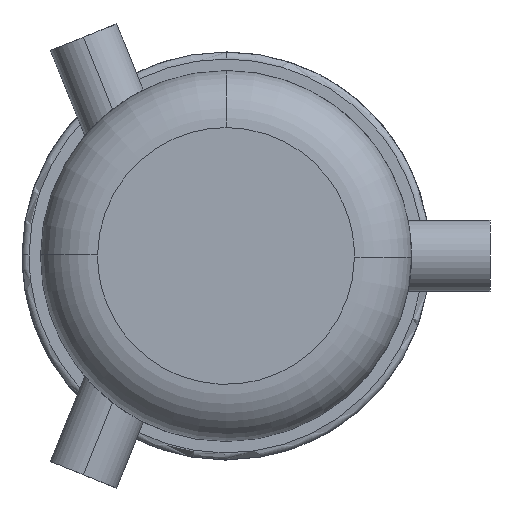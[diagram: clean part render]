
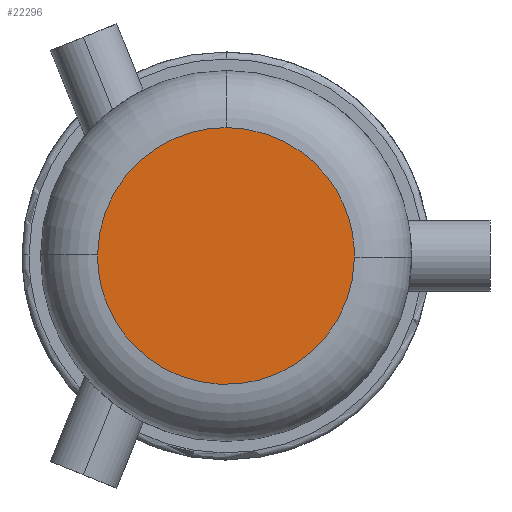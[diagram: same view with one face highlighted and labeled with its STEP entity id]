
A CAD part, front view. The second image highlights one B-rep face of the part: STEP entity #22296.
In plain terms, the highlighted planar face has unit normal (0, -1, 0).
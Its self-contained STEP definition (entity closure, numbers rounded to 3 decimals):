
#112 = CARTESIAN_POINT ( 'NONE',  ( 9., 0., 0. ) ) ;
#517 = ORIENTED_EDGE ( 'NONE', *, *, #12357, .F. ) ;
#1128 = CARTESIAN_POINT ( 'NONE',  ( -9., 0., 0.072 ) ) ;
#2013 = CARTESIAN_POINT ( 'NONE',  ( 9., 0., -0.072 ) ) ;
#2456 = ORIENTED_EDGE ( 'NONE', *, *, #7197, .F. ) ;
#2771 = CARTESIAN_POINT ( 'NONE',  ( -9., 0., 0. ) ) ;
#3517 = EDGE_CURVE ( 'NONE', #23755, #17806, #3838, .T. ) ;
#3838 =( BOUNDED_CURVE ( )  B_SPLINE_CURVE ( 3, ( #1128, #8891, #12154, #14216 ),
 .UNSPECIFIED., .F., .F. ) 
 B_SPLINE_CURVE_WITH_KNOTS ( ( 4, 4 ),
 ( 0.003, 0.5 ),
 .UNSPECIFIED. ) 
 CURVE ( )  GEOMETRIC_REPRESENTATION_ITEM ( )  RATIONAL_B_SPLINE_CURVE ( ( 1., 0.669, 0.503, 0.502 ) ) 
 REPRESENTATION_ITEM ( '' )  );
#4676 =( BOUNDED_CURVE ( )  B_SPLINE_CURVE ( 3, ( #5784, #11134, #22495, #112 ),
 .UNSPECIFIED., .F., .F. ) 
 B_SPLINE_CURVE_WITH_KNOTS ( ( 4, 4 ),
 ( 0.5, 1. ),
 .UNSPECIFIED. ) 
 CURVE ( )  GEOMETRIC_REPRESENTATION_ITEM ( )  RATIONAL_B_SPLINE_CURVE ( ( 0.502, 0.501, 0.667, 1. ) ) 
 REPRESENTATION_ITEM ( '' )  );
#5026 = FACE_OUTER_BOUND ( 'NONE', #23494, .T. ) ;
#5784 = CARTESIAN_POINT ( 'NONE',  ( 0., 0., 9. ) ) ;
#6116 = CARTESIAN_POINT ( 'NONE',  ( 9., 0., -0.072 ) ) ;
#6324 = CARTESIAN_POINT ( 'NONE',  ( 0., 0., 9. ) ) ;
#6445 = EDGE_CURVE ( 'NONE', #7056, #23755, #10853, .T. ) ;
#6603 = DIRECTION ( 'NONE',  ( 0., 1., 0. ) ) ;
#6812 = CARTESIAN_POINT ( 'NONE',  ( 9., 0., -0.024 ) ) ;
#7056 = VERTEX_POINT ( 'NONE', #10245 ) ;
#7197 = EDGE_CURVE ( 'NONE', #21105, #7056, #16719, .T. ) ;
#7865 = ORIENTED_EDGE ( 'NONE', *, *, #6445, .F. ) ;
#8891 = CARTESIAN_POINT ( 'NONE',  ( -8.964, 0., 4.55 ) ) ;
#9043 = CARTESIAN_POINT ( 'NONE',  ( 8.856, 0., -17.928 ) ) ;
#10156 = ORIENTED_EDGE ( 'NONE', *, *, #13762, .F. ) ;
#10245 = CARTESIAN_POINT ( 'NONE',  ( -9., 0., 0. ) ) ;
#10415 =( BOUNDED_CURVE ( )  B_SPLINE_CURVE ( 3, ( #19634, #6812, #15897, #10560 ),
 .UNSPECIFIED., .F., .F. ) 
 B_SPLINE_CURVE_WITH_KNOTS ( ( 4, 4 ),
 ( 0., 0.003 ),
 .UNSPECIFIED. ) 
 CURVE ( )  GEOMETRIC_REPRESENTATION_ITEM ( )  RATIONAL_B_SPLINE_CURVE ( ( 1., 1., 1., 1. ) ) 
 REPRESENTATION_ITEM ( '' )  );
#10560 = CARTESIAN_POINT ( 'NONE',  ( 9., 0., -0.072 ) ) ;
#10853 =( BOUNDED_CURVE ( )  B_SPLINE_CURVE ( 3, ( #2771, #20931, #13787, #13546 ),
 .UNSPECIFIED., .F., .F. ) 
 B_SPLINE_CURVE_WITH_KNOTS ( ( 4, 4 ),
 ( 0., 0.003 ),
 .UNSPECIFIED. ) 
 CURVE ( )  GEOMETRIC_REPRESENTATION_ITEM ( )  RATIONAL_B_SPLINE_CURVE ( ( 1., 1., 1., 1. ) ) 
 REPRESENTATION_ITEM ( '' )  );
#11134 = CARTESIAN_POINT ( 'NONE',  ( 5.996, 0., 9. ) ) ;
#11329 = CARTESIAN_POINT ( 'NONE',  ( -9., 0., -17.857 ) ) ;
#11983 = VERTEX_POINT ( 'NONE', #22027 ) ;
#12154 = CARTESIAN_POINT ( 'NONE',  ( -5.956, 0., 9. ) ) ;
#12357 = EDGE_CURVE ( 'NONE', #11983, #21105, #10415, .T. ) ;
#13023 = DIRECTION ( 'NONE',  ( 1., 0., 0. ) ) ;
#13030 = CARTESIAN_POINT ( 'NONE',  ( -9., 0., 0. ) ) ;
#13546 = CARTESIAN_POINT ( 'NONE',  ( -9., 0., 0.072 ) ) ;
#13762 = EDGE_CURVE ( 'NONE', #17806, #11983, #4676, .T. ) ;
#13787 = CARTESIAN_POINT ( 'NONE',  ( -9., 0., 0.048 ) ) ;
#14216 = CARTESIAN_POINT ( 'NONE',  ( 0., 0., 9. ) ) ;
#15897 = CARTESIAN_POINT ( 'NONE',  ( 9., 0., -0.048 ) ) ;
#16300 = PLANE ( 'NONE',  #23200 ) ;
#16719 =( BOUNDED_CURVE ( )  B_SPLINE_CURVE ( 3, ( #2013, #9043, #11329, #13030 ),
 .UNSPECIFIED., .F., .F. ) 
 B_SPLINE_CURVE_WITH_KNOTS ( ( 4, 4 ),
 ( 0.003, 1. ),
 .UNSPECIFIED. ) 
 CURVE ( )  GEOMETRIC_REPRESENTATION_ITEM ( )  RATIONAL_B_SPLINE_CURVE ( ( 1., 0.336, 0.336, 1. ) ) 
 REPRESENTATION_ITEM ( '' )  );
#17806 = VERTEX_POINT ( 'NONE', #6324 ) ;
#19634 = CARTESIAN_POINT ( 'NONE',  ( 9., 0., 0. ) ) ;
#20931 = CARTESIAN_POINT ( 'NONE',  ( -9., 0., 0.024 ) ) ;
#20937 = ORIENTED_EDGE ( 'NONE', *, *, #3517, .F. ) ;
#21105 = VERTEX_POINT ( 'NONE', #6116 ) ;
#21559 = CARTESIAN_POINT ( 'NONE',  ( -9., 0., 0.072 ) ) ;
#22027 = CARTESIAN_POINT ( 'NONE',  ( 9., 0., 0. ) ) ;
#22296 = ADVANCED_FACE ( 'NONE', ( #5026 ), #16300, .F. ) ;
#22495 = CARTESIAN_POINT ( 'NONE',  ( 9., 0., 4.505 ) ) ;
#23200 = AXIS2_PLACEMENT_3D ( 'NONE', #23678, #6603, #13023 ) ;
#23494 = EDGE_LOOP ( 'NONE', ( #7865, #2456, #517, #10156, #20937 ) ) ;
#23678 = CARTESIAN_POINT ( 'NONE',  ( 0., 0., 0. ) ) ;
#23755 = VERTEX_POINT ( 'NONE', #21559 ) ;
